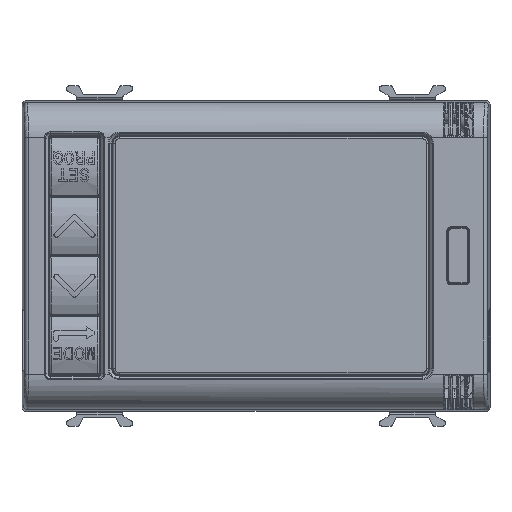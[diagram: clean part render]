
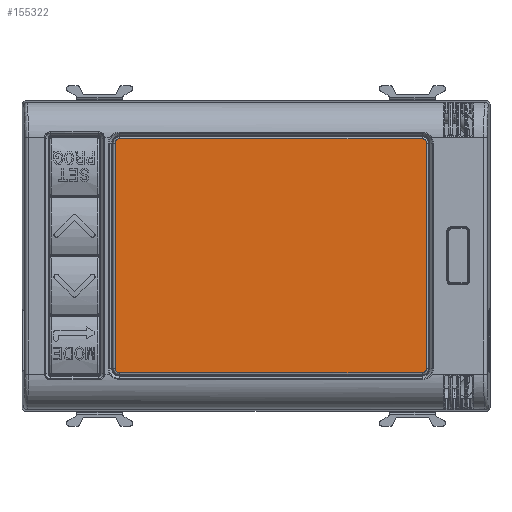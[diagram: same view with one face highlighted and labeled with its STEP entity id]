
A CAD part, top view. The second image highlights one B-rep face of the part: STEP entity #155322.
In plain terms, the highlighted planar face has unit normal (0, 0, 1).
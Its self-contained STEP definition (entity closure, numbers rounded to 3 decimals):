
#155249=AXIS2_PLACEMENT_3D('Plane Axis2P3D',#155246,#155247,#155248) ;
#155129=CARTESIAN_POINT('Vertex',(-20.004,-15.979,15.)) ;
#155132=CARTESIAN_POINT('Line Origine',(-20.004,0.,15.)) ;
#155136=CARTESIAN_POINT('Vertex',(-20.004,15.979,15.)) ;
#155213=CARTESIAN_POINT('Vertex',(-19.379,-16.604,15.)) ;
#155217=CARTESIAN_POINT('Control Point',(-20.004,-15.979,15.)) ;
#155218=CARTESIAN_POINT('Control Point',(-20.004,-16.07,15.)) ;
#155219=CARTESIAN_POINT('Control Point',(-19.987,-16.161,15.)) ;
#155220=CARTESIAN_POINT('Control Point',(-19.954,-16.248,15.)) ;
#155221=CARTESIAN_POINT('Control Point',(-19.851,-16.418,15.)) ;
#155222=CARTESIAN_POINT('Control Point',(-19.689,-16.537,15.)) ;
#155223=CARTESIAN_POINT('Control Point',(-19.59,-16.581,15.)) ;
#155224=CARTESIAN_POINT('Control Point',(-19.485,-16.604,15.)) ;
#155225=CARTESIAN_POINT('Control Point',(-19.379,-16.604,15.)) ;
#155246=CARTESIAN_POINT('Axis2P3D Location',(2.1,0.,15.)) ;
#155251=CARTESIAN_POINT('Line Origine',(24.204,0.,15.)) ;
#155255=CARTESIAN_POINT('Vertex',(24.204,15.979,15.)) ;
#155257=CARTESIAN_POINT('Vertex',(24.204,-15.979,15.)) ;
#155261=CARTESIAN_POINT('Control Point',(24.204,15.979,15.)) ;
#155262=CARTESIAN_POINT('Control Point',(24.204,16.07,15.)) ;
#155263=CARTESIAN_POINT('Control Point',(24.187,16.161,15.)) ;
#155264=CARTESIAN_POINT('Control Point',(24.154,16.248,15.)) ;
#155265=CARTESIAN_POINT('Control Point',(24.051,16.418,15.)) ;
#155266=CARTESIAN_POINT('Control Point',(23.889,16.537,15.)) ;
#155267=CARTESIAN_POINT('Control Point',(23.79,16.581,15.)) ;
#155268=CARTESIAN_POINT('Control Point',(23.685,16.604,15.)) ;
#155269=CARTESIAN_POINT('Control Point',(23.579,16.604,15.)) ;
#155270=CARTESIAN_POINT('Vertex',(23.579,16.604,15.)) ;
#155273=CARTESIAN_POINT('Line Origine',(2.1,16.604,15.)) ;
#155277=CARTESIAN_POINT('Vertex',(-19.379,16.604,15.)) ;
#155281=CARTESIAN_POINT('Control Point',(-19.379,16.604,15.)) ;
#155282=CARTESIAN_POINT('Control Point',(-19.47,16.604,15.)) ;
#155283=CARTESIAN_POINT('Control Point',(-19.561,16.587,15.)) ;
#155284=CARTESIAN_POINT('Control Point',(-19.648,16.554,15.)) ;
#155285=CARTESIAN_POINT('Control Point',(-19.818,16.451,15.)) ;
#155286=CARTESIAN_POINT('Control Point',(-19.937,16.289,15.)) ;
#155287=CARTESIAN_POINT('Control Point',(-19.981,16.19,15.)) ;
#155288=CARTESIAN_POINT('Control Point',(-20.004,16.085,15.)) ;
#155289=CARTESIAN_POINT('Control Point',(-20.004,15.979,15.)) ;
#155291=CARTESIAN_POINT('Line Origine',(2.1,-16.604,15.)) ;
#155295=CARTESIAN_POINT('Vertex',(23.579,-16.604,15.)) ;
#155299=CARTESIAN_POINT('Control Point',(23.579,-16.604,15.)) ;
#155300=CARTESIAN_POINT('Control Point',(23.678,-16.604,15.)) ;
#155301=CARTESIAN_POINT('Control Point',(23.776,-16.584,15.)) ;
#155302=CARTESIAN_POINT('Control Point',(23.869,-16.546,15.)) ;
#155303=CARTESIAN_POINT('Control Point',(24.022,-16.443,15.)) ;
#155304=CARTESIAN_POINT('Control Point',(24.128,-16.294,15.)) ;
#155305=CARTESIAN_POINT('Control Point',(24.165,-16.218,15.)) ;
#155306=CARTESIAN_POINT('Control Point',(24.193,-16.123,15.)) ;
#155307=CARTESIAN_POINT('Control Point',(24.202,-16.025,15.)) ;
#155308=CARTESIAN_POINT('Control Point',(24.203,-16.01,15.)) ;
#155309=CARTESIAN_POINT('Control Point',(24.204,-15.995,15.)) ;
#155310=CARTESIAN_POINT('Control Point',(24.204,-15.979,15.)) ;
#155133=DIRECTION('Vector Direction',(0.,1.,0.)) ;
#155247=DIRECTION('Axis2P3D Direction',(0.,0.,1.)) ;
#155248=DIRECTION('Axis2P3D XDirection',(-1.,0.,0.)) ;
#155252=DIRECTION('Vector Direction',(0.,1.,0.)) ;
#155274=DIRECTION('Vector Direction',(-1.,0.,0.)) ;
#155292=DIRECTION('Vector Direction',(-1.,0.,0.)) ;
#155134=VECTOR('Line Direction',#155133,1.) ;
#155253=VECTOR('Line Direction',#155252,1.) ;
#155275=VECTOR('Line Direction',#155274,1.) ;
#155293=VECTOR('Line Direction',#155292,1.) ;
#155313=ORIENTED_EDGE('',*,*,#155259,.F.) ;
#155314=ORIENTED_EDGE('',*,*,#155272,.F.) ;
#155315=ORIENTED_EDGE('',*,*,#155279,.F.) ;
#155316=ORIENTED_EDGE('',*,*,#155290,.F.) ;
#155317=ORIENTED_EDGE('',*,*,#155138,.F.) ;
#155318=ORIENTED_EDGE('',*,*,#155226,.F.) ;
#155319=ORIENTED_EDGE('',*,*,#155297,.F.) ;
#155320=ORIENTED_EDGE('',*,*,#155311,.F.) ;
#155322=ADVANCED_FACE('PartBody',(#155321),#155250,.T.) ;
#155216=B_SPLINE_CURVE_WITH_KNOTS('',5,(#155217,#155218,#155219,#155220,#155221,#155222,#155223,#155224,#155225),.UNSPECIFIED.,.F.,.U.,(6,3,6),(2.635,3.445,4.386),.UNSPECIFIED.) ;
#155260=B_SPLINE_CURVE_WITH_KNOTS('',5,(#155261,#155262,#155263,#155264,#155265,#155266,#155267,#155268,#155269),.UNSPECIFIED.,.F.,.U.,(6,3,6),(2.635,3.445,4.386),.UNSPECIFIED.) ;
#155280=B_SPLINE_CURVE_WITH_KNOTS('',5,(#155281,#155282,#155283,#155284,#155285,#155286,#155287,#155288,#155289),.UNSPECIFIED.,.F.,.U.,(6,3,6),(2.635,3.445,4.386),.UNSPECIFIED.) ;
#155298=B_SPLINE_CURVE_WITH_KNOTS('',5,(#155299,#155300,#155301,#155302,#155303,#155304,#155305,#155306,#155307,#155308,#155309,#155310),.UNSPECIFIED.,.F.,.U.,(6,3,3,6),(2.635,3.51,4.25,4.386),.UNSPECIFIED.) ;
#155138=EDGE_CURVE('',#155130,#155137,#155135,.T.) ;
#155226=EDGE_CURVE('',#155214,#155130,#155216,.F.) ;
#155259=EDGE_CURVE('',#155256,#155258,#155254,.F.) ;
#155272=EDGE_CURVE('',#155271,#155256,#155260,.F.) ;
#155279=EDGE_CURVE('',#155278,#155271,#155276,.F.) ;
#155290=EDGE_CURVE('',#155137,#155278,#155280,.F.) ;
#155297=EDGE_CURVE('',#155296,#155214,#155294,.T.) ;
#155311=EDGE_CURVE('',#155258,#155296,#155298,.F.) ;
#155312=EDGE_LOOP('',(#155313,#155314,#155315,#155316,#155317,#155318,#155319,#155320)) ;
#155321=FACE_OUTER_BOUND('',#155312,.T.) ;
#155135=LINE('Line',#155132,#155134) ;
#155254=LINE('Line',#155251,#155253) ;
#155276=LINE('Line',#155273,#155275) ;
#155294=LINE('Line',#155291,#155293) ;
#155250=PLANE('',#155249) ;
#155130=VERTEX_POINT('',#155129) ;
#155137=VERTEX_POINT('',#155136) ;
#155214=VERTEX_POINT('',#155213) ;
#155256=VERTEX_POINT('',#155255) ;
#155258=VERTEX_POINT('',#155257) ;
#155271=VERTEX_POINT('',#155270) ;
#155278=VERTEX_POINT('',#155277) ;
#155296=VERTEX_POINT('',#155295) ;
